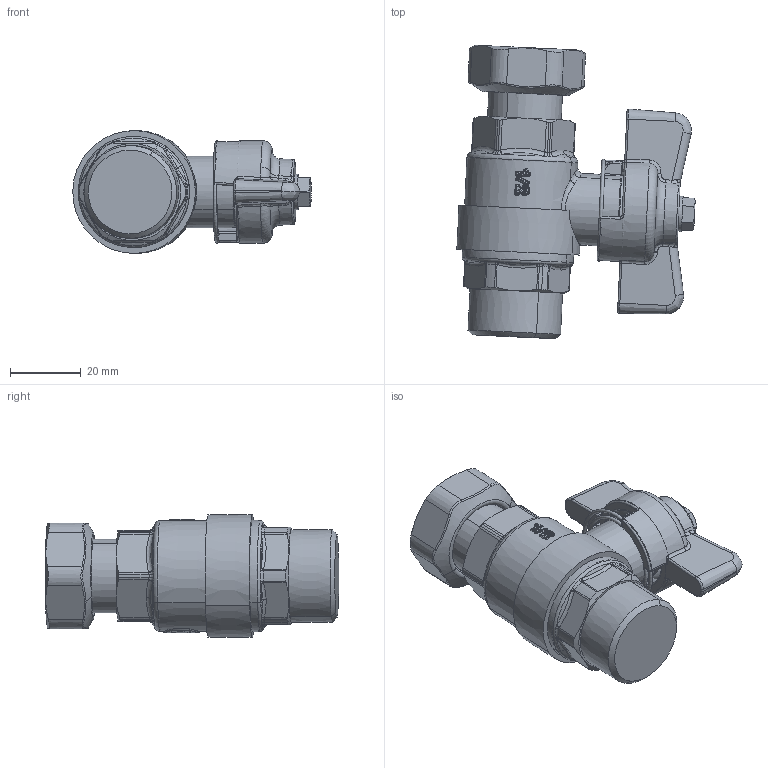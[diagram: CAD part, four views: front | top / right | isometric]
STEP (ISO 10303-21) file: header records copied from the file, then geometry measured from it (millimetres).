
FILE_DESCRIPTION((''),'2;1');
FILE_NAME('334500_ALLCATPART_SW0001','2017-09-13T',('sparenzan'),(''),'CREO PARAMETRIC BY PTC INC, 2016050','CREO PARAMETRIC BY PTC INC, 2016050','');
FILE_SCHEMA(('CONFIG_CONTROL_DESIGN'));
Products named in the file (1): 334500_ALLCATPART_SW0001
Bounding box: 67.57 x 83.17 x 34.8 mm (x, y, z)
Surface area: 31460.3 mm2 (no closed solid volume)
Topology: 0 solids, 0 shells, 653 faces, 3002 edges, 2938 vertices
Faces by surface type: bspline 571, torus 49, sphere 33
Entity records: 58482 total; most frequent: CARTESIAN_POINT 33924, DIRECTION 3464, DEFINITIONAL_REPRESENTATION 2913, PCURVE 2913, COMPOSITE_CURVE_SEGMENT 2913, TRIMMED_CURVE 2906, VECTOR 2512, LINE 2512
